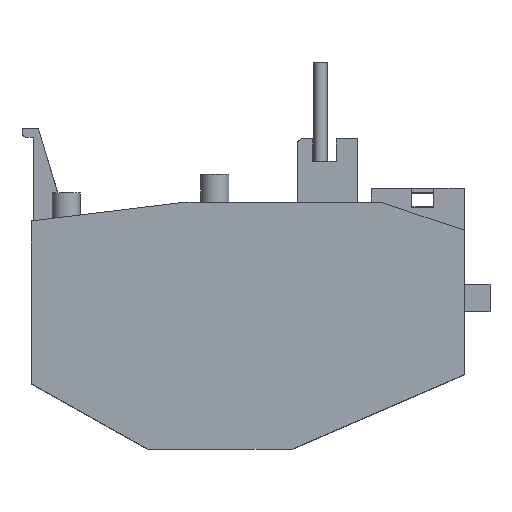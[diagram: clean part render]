
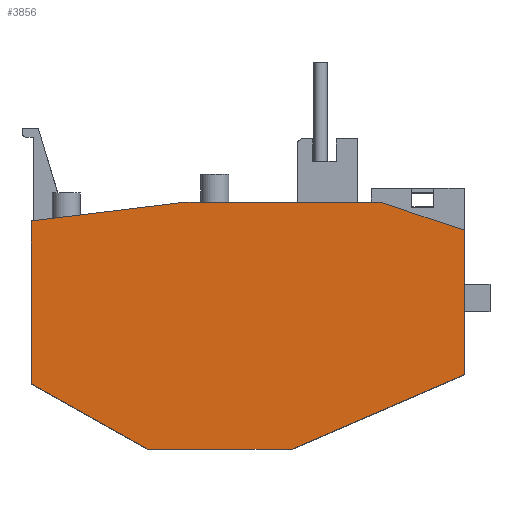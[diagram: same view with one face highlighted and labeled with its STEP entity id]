
A CAD part, top view. The second image highlights one B-rep face of the part: STEP entity #3856.
In plain terms, the highlighted planar face has unit normal (0, 0, 1).
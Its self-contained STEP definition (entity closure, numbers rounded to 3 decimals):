
#1416=DIRECTION('',(0.,1.,0.));
#1417=VECTOR('',#1416,35.);
#1418=CARTESIAN_POINT('',(-33.,-35.,0.));
#1419=LINE('',#1418,#1417);
#1423=DIRECTION('',(0.993,0.12,0.));
#1424=VECTOR('',#1423,33.242);
#1425=CARTESIAN_POINT('',(-33.,0.,0.));
#1426=LINE('',#1425,#1424);
#1430=DIRECTION('',(1.,0.,0.));
#1431=VECTOR('',#1430,42.);
#1432=CARTESIAN_POINT('',(0.,4.,0.));
#1433=LINE('',#1432,#1431);
#1437=DIRECTION('',(0.949,-0.316,0.));
#1438=VECTOR('',#1437,18.974);
#1439=CARTESIAN_POINT('',(42.,4.,0.));
#1440=LINE('',#1439,#1438);
#1444=DIRECTION('',(0.,-1.,0.));
#1445=VECTOR('',#1444,31.);
#1446=CARTESIAN_POINT('',(60.,-2.,0.));
#1447=LINE('',#1446,#1445);
#1451=DIRECTION('',(-0.918,-0.397,0.));
#1452=VECTOR('',#1451,40.311);
#1453=CARTESIAN_POINT('',(60.,-33.,0.));
#1454=LINE('',#1453,#1452);
#1458=DIRECTION('',(-1.,0.,0.));
#1459=VECTOR('',#1458,31.);
#1460=CARTESIAN_POINT('',(23.,-49.,0.));
#1461=LINE('',#1460,#1459);
#1465=DIRECTION('',(-0.873,0.489,0.));
#1466=VECTOR('',#1465,28.653);
#1467=CARTESIAN_POINT('',(-8.,-49.,0.));
#1468=LINE('',#1467,#1466);
#3465=CARTESIAN_POINT('',(-33.,-35.,0.));
#3466=CARTESIAN_POINT('',(-33.,0.,0.));
#3467=VERTEX_POINT('',#3465);
#3468=VERTEX_POINT('',#3466);
#3469=CARTESIAN_POINT('',(0.,4.,0.));
#3470=VERTEX_POINT('',#3469);
#3471=CARTESIAN_POINT('',(42.,4.,0.));
#3472=VERTEX_POINT('',#3471);
#3473=CARTESIAN_POINT('',(60.,-2.,0.));
#3474=VERTEX_POINT('',#3473);
#3475=CARTESIAN_POINT('',(60.,-33.,0.));
#3476=VERTEX_POINT('',#3475);
#3477=CARTESIAN_POINT('',(23.,-49.,0.));
#3478=VERTEX_POINT('',#3477);
#3479=CARTESIAN_POINT('',(-8.,-49.,0.));
#3480=VERTEX_POINT('',#3479);
#3833=CARTESIAN_POINT('',(0.,0.,0.));
#3834=DIRECTION('',(0.,0.,1.));
#3835=DIRECTION('',(1.,0.,0.));
#3836=AXIS2_PLACEMENT_3D('',#3833,#3834,#3835);
#3837=PLANE('',#3836);
#3839=ORIENTED_EDGE('',*,*,#3838,.T.);
#3841=ORIENTED_EDGE('',*,*,#3840,.T.);
#3843=ORIENTED_EDGE('',*,*,#3842,.T.);
#3845=ORIENTED_EDGE('',*,*,#3844,.T.);
#3847=ORIENTED_EDGE('',*,*,#3846,.T.);
#3849=ORIENTED_EDGE('',*,*,#3848,.T.);
#3851=ORIENTED_EDGE('',*,*,#3850,.T.);
#3853=ORIENTED_EDGE('',*,*,#3852,.T.);
#3854=EDGE_LOOP('',(#3839,#3841,#3843,#3845,#3847,#3849,#3851,#3853));
#3855=FACE_OUTER_BOUND('',#3854,.F.);
#3838=EDGE_CURVE('',#3467,#3468,#1419,.T.);
#3840=EDGE_CURVE('',#3468,#3470,#1426,.T.);
#3842=EDGE_CURVE('',#3470,#3472,#1433,.T.);
#3844=EDGE_CURVE('',#3472,#3474,#1440,.T.);
#3846=EDGE_CURVE('',#3474,#3476,#1447,.T.);
#3848=EDGE_CURVE('',#3476,#3478,#1454,.T.);
#3850=EDGE_CURVE('',#3478,#3480,#1461,.T.);
#3852=EDGE_CURVE('',#3480,#3467,#1468,.T.);
#3856=ADVANCED_FACE('',(#3855),#3837,.T.);
